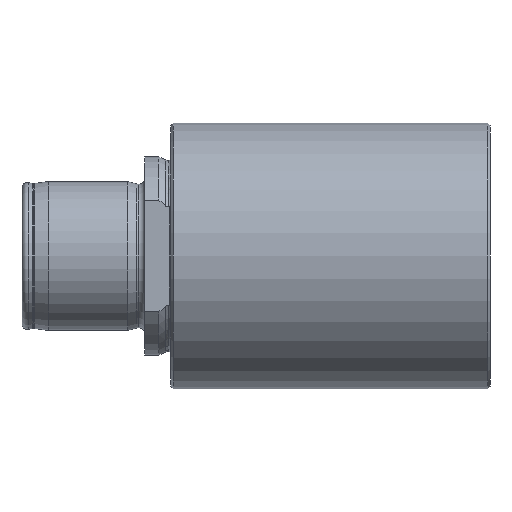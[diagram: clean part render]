
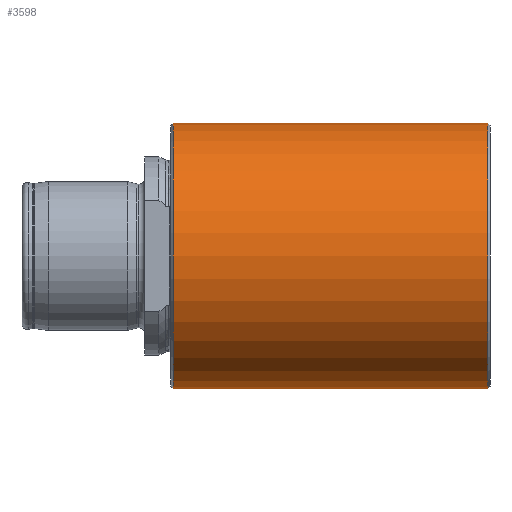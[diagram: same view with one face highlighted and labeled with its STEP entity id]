
A CAD part, front view. The second image highlights one B-rep face of the part: STEP entity #3598.
In plain terms, the highlighted cylindrical face has radius 12.5 mm (diameter 25 mm), a partial arc.
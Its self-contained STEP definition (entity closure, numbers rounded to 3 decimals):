
#55 = ORIENTED_EDGE ( 'NONE', *, *, #2405, .F. ) ;
#152 = DIRECTION ( 'NONE',  ( 0., 0., 1. ) ) ;
#300 = FACE_OUTER_BOUND ( 'NONE', #350, .T. ) ;
#350 = EDGE_LOOP ( 'NONE', ( #3209, #1199, #524, #55 ) ) ;
#524 = ORIENTED_EDGE ( 'NONE', *, *, #2204, .T. ) ;
#576 = DIRECTION ( 'NONE',  ( 0., 0., 1. ) ) ;
#612 = VECTOR ( 'NONE', #4075, 1000. ) ;
#880 = LINE ( 'NONE', #2861, #1720 ) ;
#908 = CARTESIAN_POINT ( 'NONE',  ( 14.2, 0., -12.5 ) ) ;
#1037 = AXIS2_PLACEMENT_3D ( 'NONE', #1562, #2905, #576 ) ;
#1056 = VERTEX_POINT ( 'NONE', #3081 ) ;
#1131 = EDGE_CURVE ( 'NONE', #2354, #1056, #1748, .T. ) ;
#1199 = ORIENTED_EDGE ( 'NONE', *, *, #1131, .T. ) ;
#1238 = VERTEX_POINT ( 'NONE', #908 ) ;
#1266 = AXIS2_PLACEMENT_3D ( 'NONE', #1622, #1351, #1978 ) ;
#1271 = LINE ( 'NONE', #3033, #612 ) ;
#1351 = DIRECTION ( 'NONE',  ( -1., 0., 0. ) ) ;
#1562 = CARTESIAN_POINT ( 'NONE',  ( 43.8, 0., 0. ) ) ;
#1618 = EDGE_CURVE ( 'NONE', #2354, #1238, #880, .T. ) ;
#1622 = CARTESIAN_POINT ( 'NONE',  ( -7.756, 0., 0. ) ) ;
#1720 = VECTOR ( 'NONE', #3441, 1000. ) ;
#1748 = CIRCLE ( 'NONE', #1037, 12.5 ) ;
#1751 = DIRECTION ( 'NONE',  ( -1., 0., 0. ) ) ;
#1978 = DIRECTION ( 'NONE',  ( 0., 0., 1. ) ) ;
#2071 = AXIS2_PLACEMENT_3D ( 'NONE', #2787, #1751, #152 ) ;
#2204 = EDGE_CURVE ( 'NONE', #1056, #4131, #1271, .T. ) ;
#2354 = VERTEX_POINT ( 'NONE', #4062 ) ;
#2405 = EDGE_CURVE ( 'NONE', #1238, #4131, #4117, .T. ) ;
#2787 = CARTESIAN_POINT ( 'NONE',  ( 14.2, 0., 0. ) ) ;
#2861 = CARTESIAN_POINT ( 'NONE',  ( -7.756, 0., -12.5 ) ) ;
#2905 = DIRECTION ( 'NONE',  ( -1., 0., 0. ) ) ;
#3033 = CARTESIAN_POINT ( 'NONE',  ( -7.756, 0., 12.5 ) ) ;
#3081 = CARTESIAN_POINT ( 'NONE',  ( 43.8, 0., 12.5 ) ) ;
#3209 = ORIENTED_EDGE ( 'NONE', *, *, #1618, .F. ) ;
#3441 = DIRECTION ( 'NONE',  ( -1., 0., 0. ) ) ;
#3598 = ADVANCED_FACE ( 'NONE', ( #300 ), #3715, .T. ) ;
#3715 = CYLINDRICAL_SURFACE ( 'NONE', #1266, 12.5 ) ;
#3991 = CARTESIAN_POINT ( 'NONE',  ( 14.2, 0., 12.5 ) ) ;
#4062 = CARTESIAN_POINT ( 'NONE',  ( 43.8, 0., -12.5 ) ) ;
#4075 = DIRECTION ( 'NONE',  ( -1., 0., 0. ) ) ;
#4117 = CIRCLE ( 'NONE', #2071, 12.5 ) ;
#4131 = VERTEX_POINT ( 'NONE', #3991 ) ;
